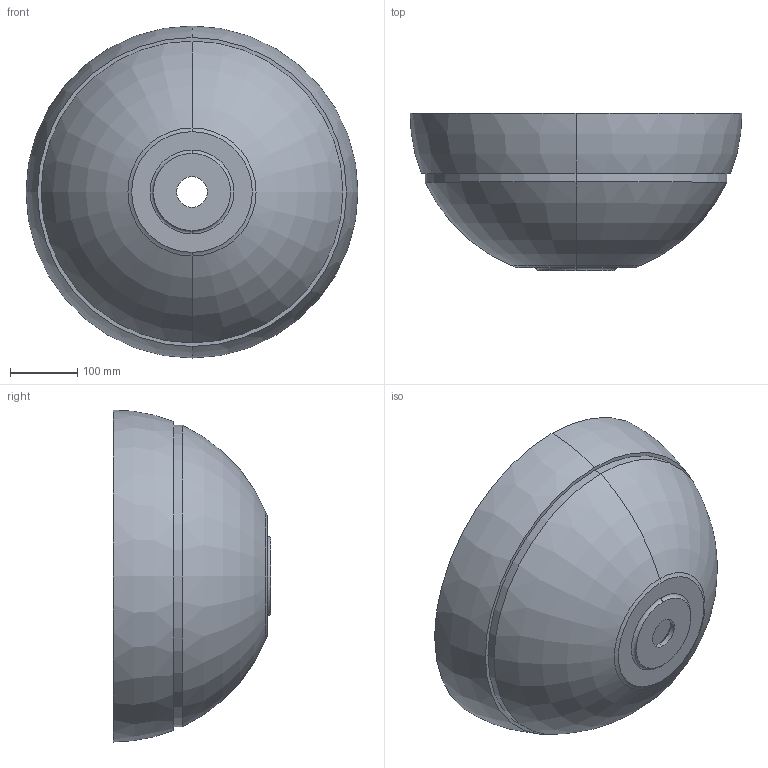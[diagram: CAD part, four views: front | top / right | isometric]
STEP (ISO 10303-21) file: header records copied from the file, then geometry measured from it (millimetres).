
FILE_DESCRIPTION (( 'STEP AP214' ), '1' );
FILE_NAME ('Z821-2HSO Aglaia groß.STEP', '2018-04-12T14:11:02', ( '' ), ( '' ), 'SwSTEP 2.0', 'SolidWorks 2017', '' );
FILE_SCHEMA (( 'AUTOMOTIVE_DESIGN' ));
Length unit declared in the file: millimetre
Products named in the file (1): Z821-2HSO Aglaia groß
Bounding box: 495 x 235 x 495 mm (x, y, z)
Volume: 6125983.9 mm3; surface area: 728246.2 mm2
Topology: 1 solids, 1 shells, 21 faces, 42 edges, 24 vertices
Faces by surface type: torus 12, cylinder 4, plane 3, cone 2
Entity records: 594 total; most frequent: DIRECTION 122, CARTESIAN_POINT 88, ORIENTED_EDGE 84, AXIS2_PLACEMENT_3D 58, EDGE_CURVE 42, CIRCLE 36, EDGE_LOOP 24, VERTEX_POINT 24
